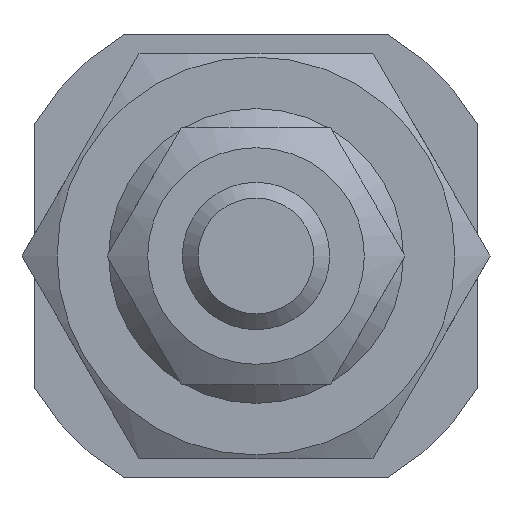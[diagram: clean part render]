
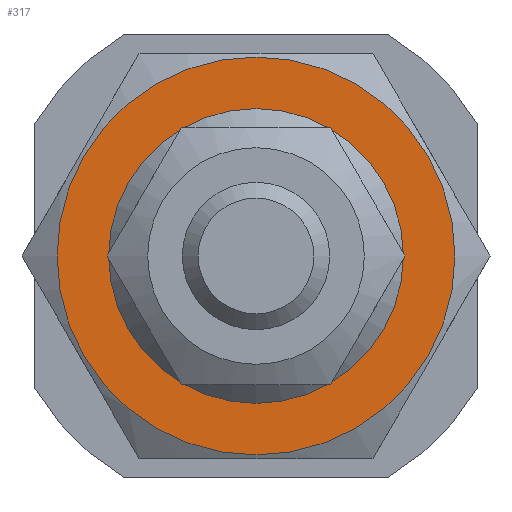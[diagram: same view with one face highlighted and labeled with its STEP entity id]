
A CAD part, left-side view. The second image highlights one B-rep face of the part: STEP entity #317.
In plain terms, the highlighted planar face has unit normal (-1, 0, 0).
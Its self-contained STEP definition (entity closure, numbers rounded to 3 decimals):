
#317 = ADVANCED_FACE( '', ( #488, #489 ), #490, .F. );
#488 = FACE_OUTER_BOUND( '', #671, .T. );
#489 = FACE_BOUND( '', #672, .T. );
#490 = PLANE( '', #673 );
#671 = EDGE_LOOP( '', ( #1097 ) );
#672 = EDGE_LOOP( '', ( #1098 ) );
#673 = AXIS2_PLACEMENT_3D( '', #1099, #1100, #1101 );
#1097 = ORIENTED_EDGE( '', *, *, #1265, .F. );
#1098 = ORIENTED_EDGE( '', *, *, #1270, .T. );
#1099 = CARTESIAN_POINT( '', ( -2., 0., 0. ) );
#1100 = DIRECTION( '', ( 1., 0., 0. ) );
#1101 = DIRECTION( '', ( 0., 0., -1. ) );
#1265 = EDGE_CURVE( '', #1473, #1473, #1474, .T. );
#1270 = EDGE_CURVE( '', #1482, #1482, #1483, .T. );
#1473 = VERTEX_POINT( '', #1945 );
#1474 = CIRCLE( '', #1946, 5.4 );
#1482 = VERTEX_POINT( '', #1965 );
#1483 = CIRCLE( '', #1966, 4. );
#1945 = CARTESIAN_POINT( '', ( -2., 0., -5.4 ) );
#1946 = AXIS2_PLACEMENT_3D( '', #2214, #2215, #2216 );
#1965 = CARTESIAN_POINT( '', ( -2., 0., -4. ) );
#1966 = AXIS2_PLACEMENT_3D( '', #2222, #2223, #2224 );
#2214 = CARTESIAN_POINT( '', ( -2., 0., 0. ) );
#2215 = DIRECTION( '', ( 1., 0., 0. ) );
#2216 = DIRECTION( '', ( 0., 0., -1. ) );
#2222 = CARTESIAN_POINT( '', ( -2., 0., 0. ) );
#2223 = DIRECTION( '', ( 1., 0., 0. ) );
#2224 = DIRECTION( '', ( 0., 0., -1. ) );
